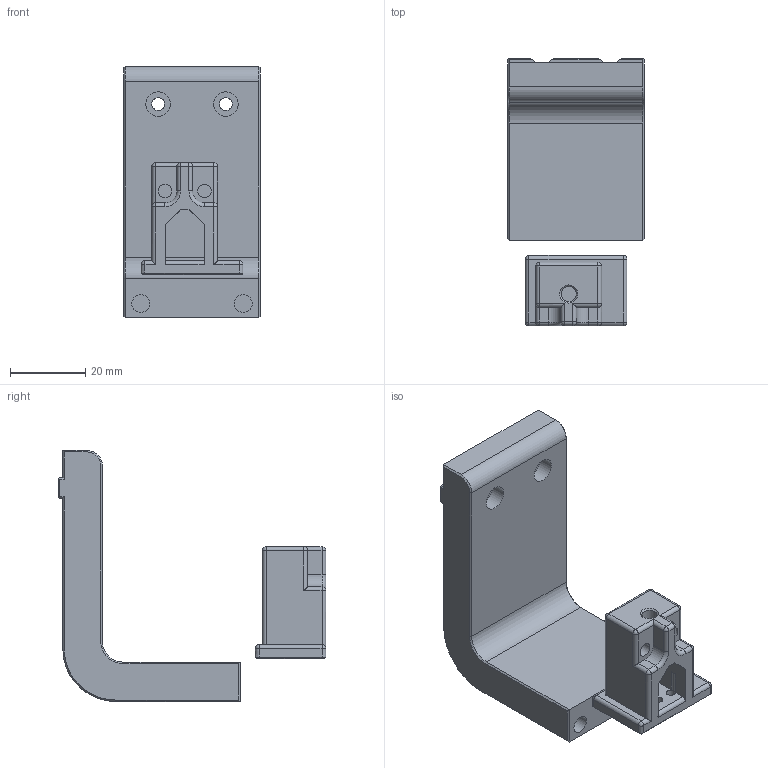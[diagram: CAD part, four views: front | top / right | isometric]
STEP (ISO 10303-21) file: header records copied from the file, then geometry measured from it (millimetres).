
FILE_DESCRIPTION(/* description */ (''),/* implementation_level */ '2;1');
FILE_NAME(/* name */ 'KlickyProbe_modified.step',/* time_stamp */ '2021-10-11T21:01:45+02:00',/* author */ (''),/* organization */ (''),/* preprocessor_version */ 'ST-DEVELOPER v18.1',/* originating_system */ 'Autodesk Translation Framework v10.10.0.1391',/* authorisation */ '');
FILE_SCHEMA (('AUTOMOTIVE_DESIGN { 1 0 10303 214 3 1 1 }'));
Length unit declared in the file: millimetre
Products named in the file (4): KlickyProbe_v0_2; Klicky Probe; AB mount; Dock Mount fixed
Assembly tree (3 placements, depth 3):
  KlickyProbe_v0_2
    Klicky Probe
      AB mount
      Dock Mount fixed
Bounding box: 36.26 x 71.09 x 66.72 mm (x, y, z)
Volume: 43397.2 mm3; surface area: 14484.7 mm2
Topology: 2 solids, 2 shells, 221 faces, 562 edges, 345 vertices
Faces by surface type: plane 133, cylinder 58, cone 14, sphere 12, torus 2, bspline 2
Full cylindrical faces by diameter (mm): 2.385 x2, 3.4 x2, 3.6 x2, 4 x1, 4.7 x2, 6.5 x2
Entity records: 6780 total; most frequent: CARTESIAN_POINT 1233, DIRECTION 1157, ORIENTED_EDGE 1124, EDGE_CURVE 562, LINE 391, VECTOR 391, AXIS2_PLACEMENT_3D 383, VERTEX_POINT 345
